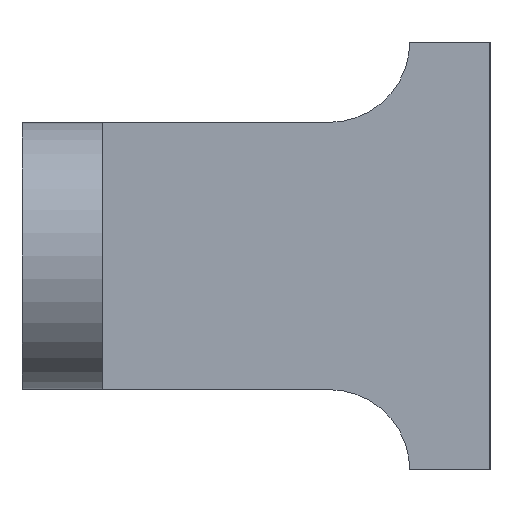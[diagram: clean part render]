
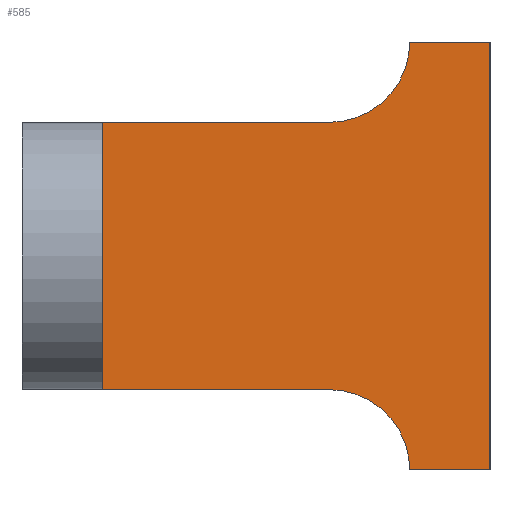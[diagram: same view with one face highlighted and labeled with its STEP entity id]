
A CAD part, left-side view. The second image highlights one B-rep face of the part: STEP entity #585.
In plain terms, the highlighted planar face has unit normal (-1, 0, 0).
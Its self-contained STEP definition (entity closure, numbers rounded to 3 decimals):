
#7 = CIRCLE ( 'NONE', #380, 12. ) ;
#13 = CARTESIAN_POINT ( 'NONE',  ( 40., 12., 32. ) ) ;
#18 = DIRECTION ( 'NONE',  ( 1., 0., 0. ) ) ;
#19 = CARTESIAN_POINT ( 'NONE',  ( 40., 58., 32. ) ) ;
#21 = PLANE ( 'NONE',  #481 ) ;
#29 = DIRECTION ( 'NONE',  ( 0., -1., 0. ) ) ;
#45 = ORIENTED_EDGE ( 'NONE', *, *, #645, .T. ) ;
#52 = VERTEX_POINT ( 'NONE', #13 ) ;
#57 = CARTESIAN_POINT ( 'NONE',  ( 40., 24., -32. ) ) ;
#71 = VERTEX_POINT ( 'NONE', #203 ) ;
#83 = LINE ( 'NONE', #416, #382 ) ;
#85 = DIRECTION ( 'NONE',  ( 0., 0., -1. ) ) ;
#92 = CARTESIAN_POINT ( 'NONE',  ( 40., 24., -20. ) ) ;
#93 = LINE ( 'NONE', #19, #306 ) ;
#103 = EDGE_LOOP ( 'NONE', ( #358, #45, #233, #532, #656, #639, #556, #295 ) ) ;
#105 = AXIS2_PLACEMENT_3D ( 'NONE', #231, #18, #567 ) ;
#202 = LINE ( 'NONE', #351, #520 ) ;
#203 = CARTESIAN_POINT ( 'NONE',  ( 40., 0., 32. ) ) ;
#231 = CARTESIAN_POINT ( 'NONE',  ( 40., 24., 32. ) ) ;
#233 = ORIENTED_EDGE ( 'NONE', *, *, #669, .T. ) ;
#238 = CARTESIAN_POINT ( 'NONE',  ( 40., 58., 20. ) ) ;
#239 = VECTOR ( 'NONE', #29, 1000. ) ;
#242 = CARTESIAN_POINT ( 'NONE',  ( 40., 24., 20. ) ) ;
#250 = FACE_OUTER_BOUND ( 'NONE', #103, .T. ) ;
#253 = EDGE_CURVE ( 'NONE', #287, #331, #535, .T. ) ;
#255 = DIRECTION ( 'NONE',  ( 1., 0., 0. ) ) ;
#274 = CARTESIAN_POINT ( 'NONE',  ( 40., 12., -32. ) ) ;
#287 = VERTEX_POINT ( 'NONE', #238 ) ;
#288 = DIRECTION ( 'NONE',  ( 0., 0., -1. ) ) ;
#295 = ORIENTED_EDGE ( 'NONE', *, *, #385, .T. ) ;
#306 = VECTOR ( 'NONE', #458, 1000. ) ;
#328 = EDGE_CURVE ( 'NONE', #71, #457, #456, .T. ) ;
#331 = VERTEX_POINT ( 'NONE', #242 ) ;
#351 = CARTESIAN_POINT ( 'NONE',  ( 40., 58., 32. ) ) ;
#358 = ORIENTED_EDGE ( 'NONE', *, *, #417, .T. ) ;
#369 = EDGE_CURVE ( 'NONE', #52, #71, #93, .T. ) ;
#380 = AXIS2_PLACEMENT_3D ( 'NONE', #57, #255, #554 ) ;
#382 = VECTOR ( 'NONE', #418, 1000. ) ;
#384 = CARTESIAN_POINT ( 'NONE',  ( 40., 58., 20. ) ) ;
#385 = EDGE_CURVE ( 'NONE', #287, #487, #202, .T. ) ;
#386 = CARTESIAN_POINT ( 'NONE',  ( 40., 0., -32. ) ) ;
#408 = DIRECTION ( 'NONE',  ( 1., 0., 0. ) ) ;
#416 = CARTESIAN_POINT ( 'NONE',  ( 40., 58., -20. ) ) ;
#417 = EDGE_CURVE ( 'NONE', #487, #426, #83, .T. ) ;
#418 = DIRECTION ( 'NONE',  ( 0., -1., 0. ) ) ;
#426 = VERTEX_POINT ( 'NONE', #92 ) ;
#438 = VERTEX_POINT ( 'NONE', #274 ) ;
#456 = LINE ( 'NONE', #564, #658 ) ;
#457 = VERTEX_POINT ( 'NONE', #386 ) ;
#458 = DIRECTION ( 'NONE',  ( 0., -1., 0. ) ) ;
#475 = VECTOR ( 'NONE', #611, 1000. ) ;
#481 = AXIS2_PLACEMENT_3D ( 'NONE', #684, #408, #85 ) ;
#487 = VERTEX_POINT ( 'NONE', #501 ) ;
#501 = CARTESIAN_POINT ( 'NONE',  ( 40., 58., -20. ) ) ;
#518 = CARTESIAN_POINT ( 'NONE',  ( 40., 58., -32. ) ) ;
#520 = VECTOR ( 'NONE', #695, 1000. ) ;
#532 = ORIENTED_EDGE ( 'NONE', *, *, #328, .F. ) ;
#535 = LINE ( 'NONE', #384, #475 ) ;
#554 = DIRECTION ( 'NONE',  ( 0., 0., -1. ) ) ;
#556 = ORIENTED_EDGE ( 'NONE', *, *, #253, .F. ) ;
#559 = EDGE_CURVE ( 'NONE', #52, #331, #600, .T. ) ;
#564 = CARTESIAN_POINT ( 'NONE',  ( 40., 0., 32. ) ) ;
#567 = DIRECTION ( 'NONE',  ( 0., 0., -1. ) ) ;
#585 = ADVANCED_FACE ( 'NONE', ( #250 ), #21, .F. ) ;
#600 = CIRCLE ( 'NONE', #105, 12. ) ;
#611 = DIRECTION ( 'NONE',  ( 0., -1., 0. ) ) ;
#639 = ORIENTED_EDGE ( 'NONE', *, *, #559, .T. ) ;
#645 = EDGE_CURVE ( 'NONE', #426, #438, #7, .T. ) ;
#656 = ORIENTED_EDGE ( 'NONE', *, *, #369, .F. ) ;
#658 = VECTOR ( 'NONE', #288, 1000. ) ;
#669 = EDGE_CURVE ( 'NONE', #438, #457, #699, .T. ) ;
#684 = CARTESIAN_POINT ( 'NONE',  ( 40., 58., 32. ) ) ;
#695 = DIRECTION ( 'NONE',  ( 0., 0., -1. ) ) ;
#699 = LINE ( 'NONE', #518, #239 ) ;
